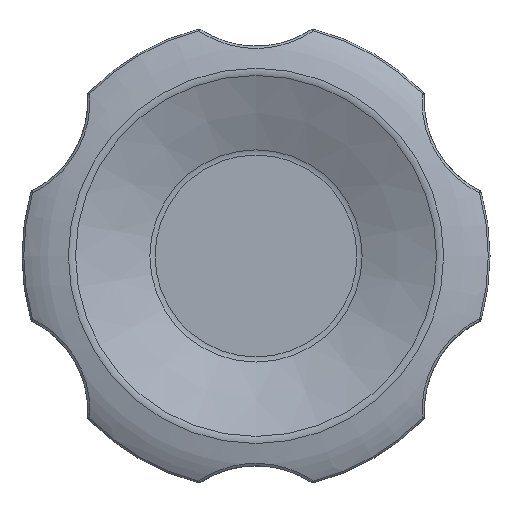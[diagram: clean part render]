
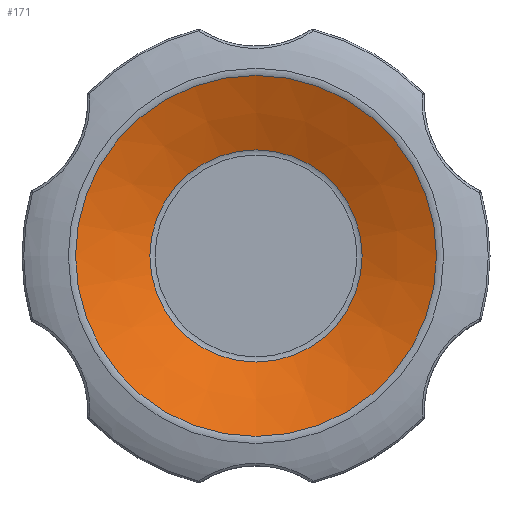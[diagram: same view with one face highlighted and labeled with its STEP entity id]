
A CAD part, top view. The second image highlights one B-rep face of the part: STEP entity #171.
In plain terms, the highlighted conical face has half-angle 67.38 degrees and reference radius 26.997 mm.
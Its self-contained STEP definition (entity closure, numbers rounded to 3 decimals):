
#171 = ADVANCED_FACE( '', ( #400, #401 ), #402, .F. );
#400 = FACE_BOUND( '', #1490, .T. );
#401 = FACE_OUTER_BOUND( '', #1491, .T. );
#402 = CONICAL_SURFACE( '', #1492, 26.997, 1.176 );
#1490 = EDGE_LOOP( '', ( #3009 ) );
#1491 = EDGE_LOOP( '', ( #3010 ) );
#1492 = AXIS2_PLACEMENT_3D( '', #3011, #3012, #3013 );
#3009 = ORIENTED_EDGE( '', *, *, #3570, .F. );
#3010 = ORIENTED_EDGE( '', *, *, #3571, .T. );
#3011 = CARTESIAN_POINT( '', ( 0., 0., 39.791 ) );
#3012 = DIRECTION( '', ( 0., 0., 1. ) );
#3013 = DIRECTION( '', ( 0., -1., 0. ) );
#3570 = EDGE_CURVE( '', #3879, #3879, #3880, .T. );
#3571 = EDGE_CURVE( '', #3881, #3881, #3882, .T. );
#3879 = VERTEX_POINT( '', #4774 );
#3880 = CIRCLE( '', #4775, 15.869 );
#3881 = VERTEX_POINT( '', #4776 );
#3882 = CIRCLE( '', #4777, 26.997 );
#4774 = CARTESIAN_POINT( '', ( 0., -15.869, 35.154 ) );
#4775 = AXIS2_PLACEMENT_3D( '', #5771, #5772, #5773 );
#4776 = CARTESIAN_POINT( '', ( 0., -26.997, 39.791 ) );
#4777 = AXIS2_PLACEMENT_3D( '', #5774, #5775, #5776 );
#5771 = CARTESIAN_POINT( '', ( 0., 0., 35.154 ) );
#5772 = DIRECTION( '', ( 0., 0., 1. ) );
#5773 = DIRECTION( '', ( 0., -1., 0. ) );
#5774 = CARTESIAN_POINT( '', ( 0., 0., 39.791 ) );
#5775 = DIRECTION( '', ( 0., 0., 1. ) );
#5776 = DIRECTION( '', ( 0., -1., 0. ) );
